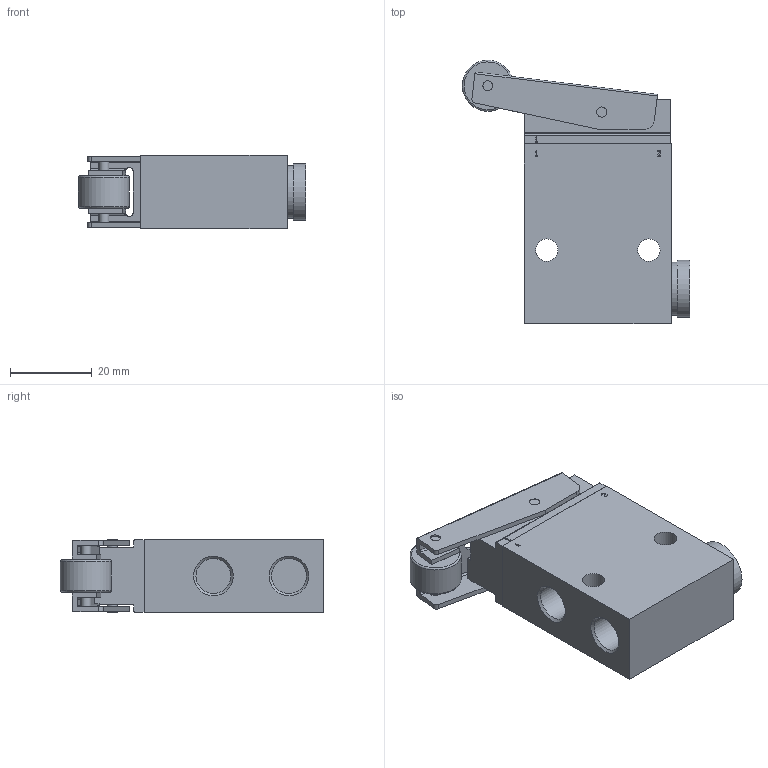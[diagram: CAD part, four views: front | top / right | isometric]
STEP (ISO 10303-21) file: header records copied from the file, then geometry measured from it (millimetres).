
FILE_DESCRIPTION(/* description */ ('STEP AP214'),/* implementation_level */ '2;1');
FILE_NAME(/* name */ '2272_RS-3-1_8',/* time_stamp */ '2024-09-13T11:13:04+02:00',/* author */ ('License CC BY-ND 4.0'),/* organization */ ('CADENAS'),/* preprocessor_version */ 'ST-DEVELOPER v19.3',/* originating_system */ 'PARTsolutions',/* authorisation */ ' ');
FILE_SCHEMA (('AUTOMOTIVE_DESIGN {1 0 10303 214 3 1 1}'));
Length unit declared in the file: millimetre
Products named in the file (5): 2272 RS-3-1/8---(0); 2272 RS-3-1/8_p; 2223 O-1/8; DIN-908 G1/8A; 2272 RS-H
Assembly tree (4 placements, depth 2):
  2272 RS-3-1/8---(0)
    2272 RS-3-1/8_p
    2223 O-1/8
    DIN-908 G1/8A
    2272 RS-H
Bounding box: 55.66 x 64.49 x 18 mm (x, y, z)
Volume: 35208.6 mm3; surface area: 13509.7 mm2
Topology: 4 solids, 4 shells, 192 faces, 483 edges, 320 vertices
Faces by surface type: plane 123, cylinder 49, cone 18, torus 2
Full cylindrical faces by diameter (mm): 2.4 x2, 2.5 x8, 5.5 x2, 6.7 x1, 7 x2, 8 x1, 8.566 x4, 9.728 x1, 10 x1, 12.5 x1, 13 x1, 14 x1
Entity records: 6360 total; most frequent: CARTESIAN_POINT 968, DIRECTION 944, ORIENTED_EDGE 870, EDGE_CURVE 435, AXIS2_PLACEMENT_3D 318, VERTEX_POINT 312, LINE 308, VECTOR 308
